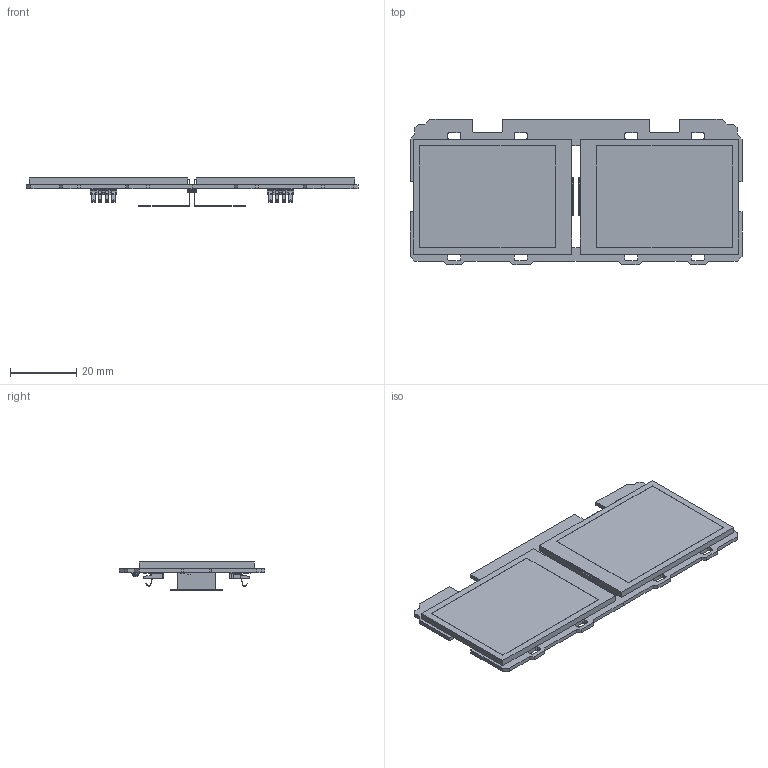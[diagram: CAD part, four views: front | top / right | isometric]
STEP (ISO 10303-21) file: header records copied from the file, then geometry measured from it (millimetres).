
FILE_DESCRIPTION(('KiCad electronic assembly'),'2;1');
FILE_NAME('PCBA-VSNX-LCDMOUNT-3D.step','2024-09-30T11:52:12',('Pcbnew'), ('Kicad'),'Open CASCADE STEP processor 7.6','KiCad to STEP converter', 'Unknown');
FILE_SCHEMA(('AUTOMOTIVE_DESIGN { 1 0 10303 214 1 1 1 1 }'));
Length unit declared in the file: millimetre
Products named in the file (12): PCBA-VSNX-LCDMOUNT-3D 1; PCBA-TEK1-DISPLAY; Open CASCADE STEP translator 7.6 1; R_0402_1005Metric; battery_conn; battery_spring; C_0402_1005Metric; SOT-23; SOT_23; kibot_xkq6l8dd_PCB
Assembly tree (19 placements, depth 3):
  PCBA-VSNX-LCDMOUNT-3D 1
    PCBA-TEK1-DISPLAY  x2
      Open CASCADE STEP translator 7.6 1
    R_0402_1005Metric  x2
      R_0402_1005Metric
    battery_conn  x4
      battery_spring
    C_0402_1005Metric  x4
      C_0402_1005Metric
    SOT-23
      SOT_23
    kibot_xkq6l8dd_PCB
Bounding box: 100 x 43.83 x 8.55 mm (x, y, z)
Volume: 11057.6 mm3; surface area: 17953.3 mm2
Topology: 30 solids, 30 shells, 1449 faces, 3961 edges, 2568 vertices
Faces by surface type: plane 924, cylinder 466, bspline 59
Full cylindrical faces by diameter (mm): 1 x30, 2.2 x8
Entity records: 20686 total; most frequent: CARTESIAN_POINT 3629, ORIENTED_EDGE 3348, DIRECTION 3226, EDGE_CURVE 1674, LINE 1196, VECTOR 1196, VERTEX_POINT 1086, AXIS2_PLACEMENT_3D 1015
